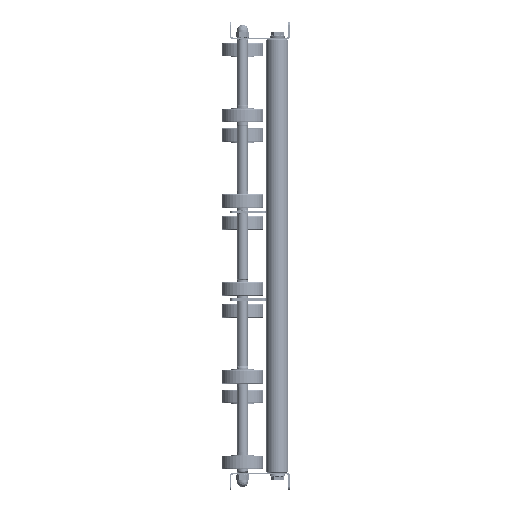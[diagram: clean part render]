
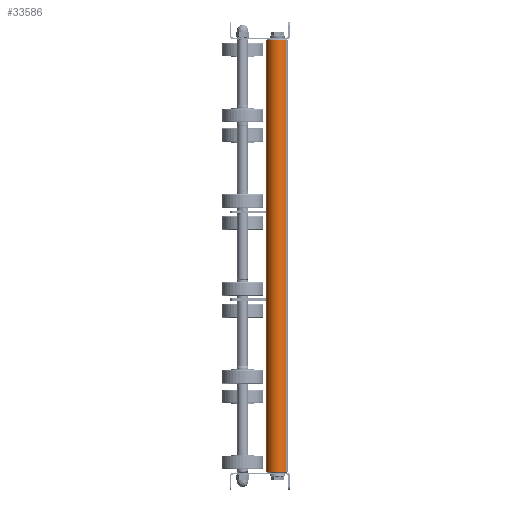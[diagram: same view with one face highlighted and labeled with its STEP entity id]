
A CAD part, left-side view. The second image highlights one B-rep face of the part: STEP entity #33586.
In plain terms, the highlighted cylindrical face has radius 12.5 mm (diameter 25 mm), a partial arc.
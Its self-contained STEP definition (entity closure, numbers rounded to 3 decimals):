
#2073 = ORIENTED_EDGE ( 'NONE', *, *, #42042, .T. ) ;
#2749 = CIRCLE ( 'NONE', #41838, 12.5 ) ;
#3150 = CARTESIAN_POINT ( 'NONE',  ( 500., 0., 0. ) ) ;
#3585 = CARTESIAN_POINT ( 'NONE',  ( 1., 0., -12.5 ) ) ;
#3627 = CARTESIAN_POINT ( 'NONE',  ( 499., 0., 0. ) ) ;
#5504 = CARTESIAN_POINT ( 'NONE',  ( 500., 0., 12.5 ) ) ;
#6010 = LINE ( 'NONE', #5504, #10321 ) ;
#6368 = DIRECTION ( 'NONE',  ( 0., 0., -1. ) ) ;
#7318 = DIRECTION ( 'NONE',  ( -1., 0., 0. ) ) ;
#7434 = ORIENTED_EDGE ( 'NONE', *, *, #46231, .T. ) ;
#9153 = DIRECTION ( 'NONE',  ( -1., 0., 0. ) ) ;
#9671 = CARTESIAN_POINT ( 'NONE',  ( 500., 0., -12.5 ) ) ;
#10321 = VECTOR ( 'NONE', #40928, 1000. ) ;
#10807 = VERTEX_POINT ( 'NONE', #3585 ) ;
#13392 = CARTESIAN_POINT ( 'NONE',  ( 499., 0., 12.5 ) ) ;
#13444 = CARTESIAN_POINT ( 'NONE',  ( 1., 0., 0. ) ) ;
#14891 = CYLINDRICAL_SURFACE ( 'NONE', #17242, 12.5 ) ;
#15084 = EDGE_CURVE ( 'NONE', #26934, #10807, #29189, .T. ) ;
#17242 = AXIS2_PLACEMENT_3D ( 'NONE', #3150, #7318, #19295 ) ;
#17887 = CARTESIAN_POINT ( 'NONE',  ( 499., 0., -12.5 ) ) ;
#17919 = VERTEX_POINT ( 'NONE', #42576 ) ;
#18419 = EDGE_CURVE ( 'NONE', #26934, #23886, #2749, .T. ) ;
#19295 = DIRECTION ( 'NONE',  ( 0., 0., 1. ) ) ;
#19438 = ORIENTED_EDGE ( 'NONE', *, *, #15084, .F. ) ;
#19516 = DIRECTION ( 'NONE',  ( -1., 0., 0. ) ) ;
#23886 = VERTEX_POINT ( 'NONE', #13392 ) ;
#26934 = VERTEX_POINT ( 'NONE', #17887 ) ;
#28911 = VECTOR ( 'NONE', #9153, 1000. ) ;
#29189 = LINE ( 'NONE', #9671, #28911 ) ;
#33586 = ADVANCED_FACE ( 'NONE', ( #43011 ), #14891, .T. ) ;
#35758 = ORIENTED_EDGE ( 'NONE', *, *, #18419, .T. ) ;
#37265 = AXIS2_PLACEMENT_3D ( 'NONE', #13444, #46242, #6368 ) ;
#39062 = DIRECTION ( 'NONE',  ( 0., 0., -1. ) ) ;
#40543 = EDGE_LOOP ( 'NONE', ( #19438, #35758, #2073, #7434 ) ) ;
#40928 = DIRECTION ( 'NONE',  ( -1., 0., 0. ) ) ;
#41838 = AXIS2_PLACEMENT_3D ( 'NONE', #3627, #19516, #39062 ) ;
#42042 = EDGE_CURVE ( 'NONE', #23886, #17919, #6010, .T. ) ;
#42576 = CARTESIAN_POINT ( 'NONE',  ( 1., 0., 12.5 ) ) ;
#43011 = FACE_OUTER_BOUND ( 'NONE', #40543, .T. ) ;
#43088 = CIRCLE ( 'NONE', #37265, 12.5 ) ;
#46231 = EDGE_CURVE ( 'NONE', #17919, #10807, #43088, .T. ) ;
#46242 = DIRECTION ( 'NONE',  ( 1., 0., 0. ) ) ;
